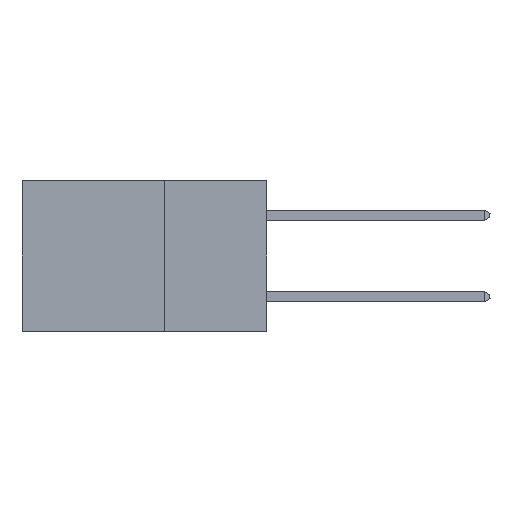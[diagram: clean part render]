
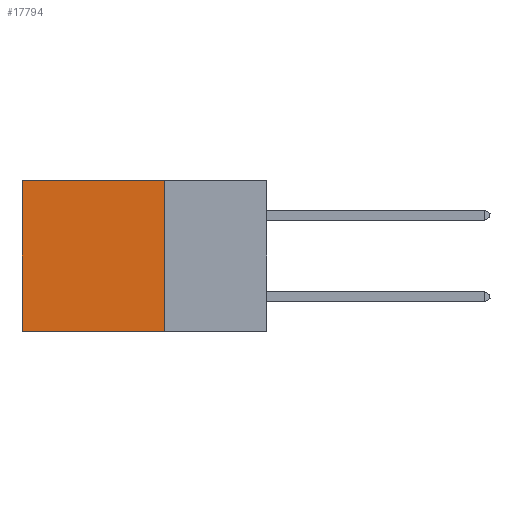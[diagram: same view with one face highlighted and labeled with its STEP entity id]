
A CAD part, left-side view. The second image highlights one B-rep face of the part: STEP entity #17794.
In plain terms, the highlighted planar face has unit normal (-1, 0, 0).
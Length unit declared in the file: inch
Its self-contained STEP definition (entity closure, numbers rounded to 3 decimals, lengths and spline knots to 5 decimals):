
#204 = AXIS2_PLACEMENT_3D ( 'NONE', #8332, #3942, #14615 ) ;
#310 = CARTESIAN_POINT ( 'NONE',  ( 0.2875, 0.25, -0.37 ) ) ;
#311 = CARTESIAN_POINT ( 'NONE',  ( 0.2875, 0.6, 0. ) ) ;
#332 = VECTOR ( 'NONE', #19465, 39.37008 ) ;
#635 = ORIENTED_EDGE ( 'NONE', *, *, #9695, .T. ) ;
#1032 = EDGE_LOOP ( 'NONE', ( #635, #17854, #14106, #16710 ) ) ;
#1522 = VECTOR ( 'NONE', #14534, 39.37008 ) ;
#2016 = DIRECTION ( 'NONE',  ( 0., 0., -1. ) ) ;
#3647 = EDGE_CURVE ( 'NONE', #8370, #14277, #5584, .T. ) ;
#3942 = DIRECTION ( 'NONE',  ( 1., 0., 0. ) ) ;
#5176 = CARTESIAN_POINT ( 'NONE',  ( 0.2875, 0.6, 0. ) ) ;
#5252 = LINE ( 'NONE', #19313, #13024 ) ;
#5584 = LINE ( 'NONE', #5686, #332 ) ;
#5686 = CARTESIAN_POINT ( 'NONE',  ( 0.2875, 0.25, -0.37 ) ) ;
#6835 = PLANE ( 'NONE',  #204 ) ;
#7052 = DIRECTION ( 'NONE',  ( 0., 1., 0. ) ) ;
#7443 = VERTEX_POINT ( 'NONE', #5176 ) ;
#8035 = LINE ( 'NONE', #311, #18966 ) ;
#8332 = CARTESIAN_POINT ( 'NONE',  ( 0.2875, 0.25, 0. ) ) ;
#8370 = VERTEX_POINT ( 'NONE', #310 ) ;
#9695 = EDGE_CURVE ( 'NONE', #7443, #14277, #8035, .T. ) ;
#9960 = LINE ( 'NONE', #17720, #1522 ) ;
#12393 = VERTEX_POINT ( 'NONE', #13212 ) ;
#13024 = VECTOR ( 'NONE', #7052, 39.37008 ) ;
#13212 = CARTESIAN_POINT ( 'NONE',  ( 0.2875, 0.25, 0. ) ) ;
#14106 = ORIENTED_EDGE ( 'NONE', *, *, #19270, .F. ) ;
#14277 = VERTEX_POINT ( 'NONE', #19238 ) ;
#14534 = DIRECTION ( 'NONE',  ( 0., 0., -1. ) ) ;
#14615 = DIRECTION ( 'NONE',  ( 0., 0., -1. ) ) ;
#14807 = FACE_OUTER_BOUND ( 'NONE', #1032, .T. ) ;
#16710 = ORIENTED_EDGE ( 'NONE', *, *, #19282, .T. ) ;
#17720 = CARTESIAN_POINT ( 'NONE',  ( 0.2875, 0.25, 0. ) ) ;
#17794 = ADVANCED_FACE ( 'NONE', ( #14807 ), #6835, .F. ) ;
#17854 = ORIENTED_EDGE ( 'NONE', *, *, #3647, .F. ) ;
#18966 = VECTOR ( 'NONE', #2016, 39.37008 ) ;
#19238 = CARTESIAN_POINT ( 'NONE',  ( 0.2875, 0.6, -0.37 ) ) ;
#19270 = EDGE_CURVE ( 'NONE', #12393, #8370, #9960, .T. ) ;
#19282 = EDGE_CURVE ( 'NONE', #12393, #7443, #5252, .T. ) ;
#19313 = CARTESIAN_POINT ( 'NONE',  ( 0.2875, 0.25, 0. ) ) ;
#19465 = DIRECTION ( 'NONE',  ( 0., 1., 0. ) ) ;
